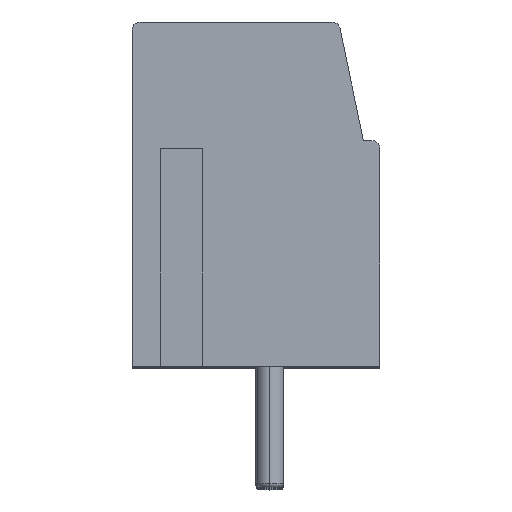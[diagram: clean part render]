
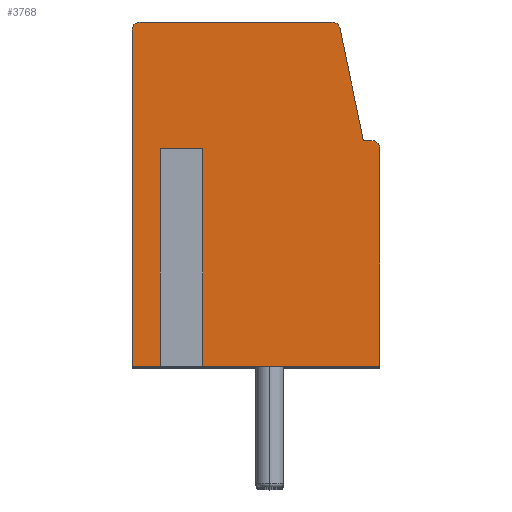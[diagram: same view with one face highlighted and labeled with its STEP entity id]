
A CAD part, top view. The second image highlights one B-rep face of the part: STEP entity #3768.
In plain terms, the highlighted planar face has unit normal (0, 0, 1).
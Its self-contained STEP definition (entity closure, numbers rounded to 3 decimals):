
#242 = VERTEX_POINT ( 'NONE', #4809 ) ;
#248 = DIRECTION ( 'NONE',  ( 0., 0., 1. ) ) ;
#355 = CARTESIAN_POINT ( 'NONE',  ( 7.256, 12.5, 22.5 ) ) ;
#392 = CARTESIAN_POINT ( 'NONE',  ( 1.45, 7.9, 22.5 ) ) ;
#449 = AXIS2_PLACEMENT_3D ( 'NONE', #3946, #4720, #2945 ) ;
#481 = DIRECTION ( 'NONE',  ( -1., 0., 0. ) ) ;
#626 = ORIENTED_EDGE ( 'NONE', *, *, #10171, .F. ) ;
#819 = ORIENTED_EDGE ( 'NONE', *, *, #3925, .F. ) ;
#843 = VECTOR ( 'NONE', #6453, 1000. ) ;
#920 = VERTEX_POINT ( 'NONE', #2282 ) ;
#936 = VECTOR ( 'NONE', #4301, 1000. ) ;
#989 = CARTESIAN_POINT ( 'NONE',  ( 1.45, 7.9, 22.5 ) ) ;
#1161 = ORIENTED_EDGE ( 'NONE', *, *, #9895, .T. ) ;
#1340 = CIRCLE ( 'NONE', #7900, 0.3 ) ;
#1365 = CARTESIAN_POINT ( 'NONE',  ( 9., 8.2, 22.5 ) ) ;
#1391 = VERTEX_POINT ( 'NONE', #3012 ) ;
#1563 = CARTESIAN_POINT ( 'NONE',  ( 9., 0., 22.5 ) ) ;
#1607 = EDGE_CURVE ( 'NONE', #2571, #2512, #6506, .T. ) ;
#1731 = VECTOR ( 'NONE', #2103, 1000. ) ;
#1732 = ORIENTED_EDGE ( 'NONE', *, *, #4324, .T. ) ;
#1805 = ORIENTED_EDGE ( 'NONE', *, *, #5197, .F. ) ;
#1823 = EDGE_CURVE ( 'NONE', #1391, #9816, #3073, .T. ) ;
#2103 = DIRECTION ( 'NONE',  ( 0.205, -0.979, 0. ) ) ;
#2279 = EDGE_CURVE ( 'NONE', #4404, #11600, #5860, .T. ) ;
#2282 = CARTESIAN_POINT ( 'NONE',  ( 0.3, 12.5, 22.5 ) ) ;
#2512 = VERTEX_POINT ( 'NONE', #3880 ) ;
#2571 = VERTEX_POINT ( 'NONE', #5513 ) ;
#2586 = DIRECTION ( 'NONE',  ( -1., 0., 0. ) ) ;
#2882 = LINE ( 'NONE', #6786, #10188 ) ;
#2945 = DIRECTION ( 'NONE',  ( -1., 0., 0. ) ) ;
#3012 = CARTESIAN_POINT ( 'NONE',  ( 7.55, 12.261, 22.5 ) ) ;
#3038 = VERTEX_POINT ( 'NONE', #392 ) ;
#3043 = CARTESIAN_POINT ( 'NONE',  ( 9., 0., 22.5 ) ) ;
#3073 = LINE ( 'NONE', #4782, #1731 ) ;
#3086 = ORIENTED_EDGE ( 'NONE', *, *, #1607, .F. ) ;
#3179 = EDGE_CURVE ( 'NONE', #920, #242, #1340, .T. ) ;
#3382 = CARTESIAN_POINT ( 'NONE',  ( 9., 12.5, 22.5 ) ) ;
#3593 = CARTESIAN_POINT ( 'NONE',  ( 9., 8.2, 22.5 ) ) ;
#3643 = CIRCLE ( 'NONE', #5311, 0.3 ) ;
#3768 = ADVANCED_FACE ( 'NONE', ( #5809 ), #6039, .F. ) ;
#3880 = CARTESIAN_POINT ( 'NONE',  ( 0., 0., 22.5 ) ) ;
#3903 = DIRECTION ( 'NONE',  ( 0., 1., 0. ) ) ;
#3925 = EDGE_CURVE ( 'NONE', #9649, #11600, #2882, .T. ) ;
#3946 = CARTESIAN_POINT ( 'NONE',  ( 7.256, 12.2, 22.5 ) ) ;
#3984 = VERTEX_POINT ( 'NONE', #6514 ) ;
#4110 = CARTESIAN_POINT ( 'NONE',  ( 2.15, 7.9, 22.5 ) ) ;
#4195 = LINE ( 'NONE', #3382, #9594 ) ;
#4236 = VERTEX_POINT ( 'NONE', #355 ) ;
#4243 = CARTESIAN_POINT ( 'NONE',  ( 2.15, 7.9, 22.5 ) ) ;
#4248 = ORIENTED_EDGE ( 'NONE', *, *, #2279, .T. ) ;
#4301 = DIRECTION ( 'NONE',  ( -1., 0., 0. ) ) ;
#4324 = EDGE_CURVE ( 'NONE', #3984, #4609, #3643, .T. ) ;
#4404 = VERTEX_POINT ( 'NONE', #4243 ) ;
#4609 = VERTEX_POINT ( 'NONE', #5696 ) ;
#4720 = DIRECTION ( 'NONE',  ( 0., 0., 1. ) ) ;
#4782 = CARTESIAN_POINT ( 'NONE',  ( 8.425, 8.08, 22.5 ) ) ;
#4809 = CARTESIAN_POINT ( 'NONE',  ( 0., 12.2, 22.5 ) ) ;
#4921 = VECTOR ( 'NONE', #6277, 1000. ) ;
#4957 = LINE ( 'NONE', #8367, #8157 ) ;
#4990 = DIRECTION ( 'NONE',  ( -1., 0., 0. ) ) ;
#5197 = EDGE_CURVE ( 'NONE', #3984, #9649, #9608, .T. ) ;
#5236 = LINE ( 'NONE', #5923, #936 ) ;
#5311 = AXIS2_PLACEMENT_3D ( 'NONE', #5598, #248, #7428 ) ;
#5387 = LINE ( 'NONE', #3593, #4921 ) ;
#5513 = CARTESIAN_POINT ( 'NONE',  ( 1.45, 0., 22.5 ) ) ;
#5598 = CARTESIAN_POINT ( 'NONE',  ( 8.7, 7.9, 22.5 ) ) ;
#5696 = CARTESIAN_POINT ( 'NONE',  ( 8.7, 8.2, 22.5 ) ) ;
#5809 = FACE_OUTER_BOUND ( 'NONE', #11242, .T. ) ;
#5860 = LINE ( 'NONE', #4110, #7675 ) ;
#5923 = CARTESIAN_POINT ( 'NONE',  ( 2.15, 7.9, 22.5 ) ) ;
#6039 = PLANE ( 'NONE',  #7538 ) ;
#6114 = EDGE_CURVE ( 'NONE', #4404, #3038, #5236, .T. ) ;
#6277 = DIRECTION ( 'NONE',  ( 1., 0., 0. ) ) ;
#6453 = DIRECTION ( 'NONE',  ( 0., -1., 0. ) ) ;
#6506 = LINE ( 'NONE', #3043, #7130 ) ;
#6514 = CARTESIAN_POINT ( 'NONE',  ( 9., 7.9, 22.5 ) ) ;
#6786 = CARTESIAN_POINT ( 'NONE',  ( 9., 0., 22.5 ) ) ;
#6849 = DIRECTION ( 'NONE',  ( 0., -1., 0. ) ) ;
#7121 = ORIENTED_EDGE ( 'NONE', *, *, #1823, .F. ) ;
#7130 = VECTOR ( 'NONE', #10041, 1000. ) ;
#7382 = ORIENTED_EDGE ( 'NONE', *, *, #9477, .F. ) ;
#7428 = DIRECTION ( 'NONE',  ( -1., 0., 0. ) ) ;
#7489 = EDGE_CURVE ( 'NONE', #9816, #4609, #5387, .T. ) ;
#7538 = AXIS2_PLACEMENT_3D ( 'NONE', #1365, #8742, #4990 ) ;
#7588 = VECTOR ( 'NONE', #6849, 1000. ) ;
#7675 = VECTOR ( 'NONE', #7691, 1000. ) ;
#7691 = DIRECTION ( 'NONE',  ( 0., -1., 0. ) ) ;
#7854 = ORIENTED_EDGE ( 'NONE', *, *, #8083, .F. ) ;
#7900 = AXIS2_PLACEMENT_3D ( 'NONE', #10758, #9745, #2586 ) ;
#8083 = EDGE_CURVE ( 'NONE', #920, #4236, #4195, .T. ) ;
#8157 = VECTOR ( 'NONE', #3903, 1000. ) ;
#8367 = CARTESIAN_POINT ( 'NONE',  ( 0., 8.2, 22.5 ) ) ;
#8529 = CIRCLE ( 'NONE', #449, 0.3 ) ;
#8676 = ORIENTED_EDGE ( 'NONE', *, *, #6114, .F. ) ;
#8742 = DIRECTION ( 'NONE',  ( 0., 0., -1. ) ) ;
#8879 = CARTESIAN_POINT ( 'NONE',  ( 2.15, 0., 22.5 ) ) ;
#9039 = ORIENTED_EDGE ( 'NONE', *, *, #7489, .F. ) ;
#9477 = EDGE_CURVE ( 'NONE', #2512, #242, #4957, .T. ) ;
#9594 = VECTOR ( 'NONE', #11379, 1000. ) ;
#9608 = LINE ( 'NONE', #10325, #7588 ) ;
#9649 = VERTEX_POINT ( 'NONE', #1563 ) ;
#9745 = DIRECTION ( 'NONE',  ( 0., 0., 1. ) ) ;
#9816 = VERTEX_POINT ( 'NONE', #10011 ) ;
#9895 = EDGE_CURVE ( 'NONE', #1391, #4236, #8529, .T. ) ;
#10011 = CARTESIAN_POINT ( 'NONE',  ( 8.4, 8.2, 22.5 ) ) ;
#10041 = DIRECTION ( 'NONE',  ( -1., 0., 0. ) ) ;
#10171 = EDGE_CURVE ( 'NONE', #3038, #2571, #10937, .T. ) ;
#10188 = VECTOR ( 'NONE', #481, 1000. ) ;
#10325 = CARTESIAN_POINT ( 'NONE',  ( 9., 8.2, 22.5 ) ) ;
#10758 = CARTESIAN_POINT ( 'NONE',  ( 0.3, 12.2, 22.5 ) ) ;
#10861 = ORIENTED_EDGE ( 'NONE', *, *, #3179, .T. ) ;
#10937 = LINE ( 'NONE', #989, #843 ) ;
#11242 = EDGE_LOOP ( 'NONE', ( #4248, #819, #1805, #1732, #9039, #7121, #1161, #7854, #10861, #7382, #3086, #626, #8676 ) ) ;
#11379 = DIRECTION ( 'NONE',  ( 1., 0., 0. ) ) ;
#11600 = VERTEX_POINT ( 'NONE', #8879 ) ;
